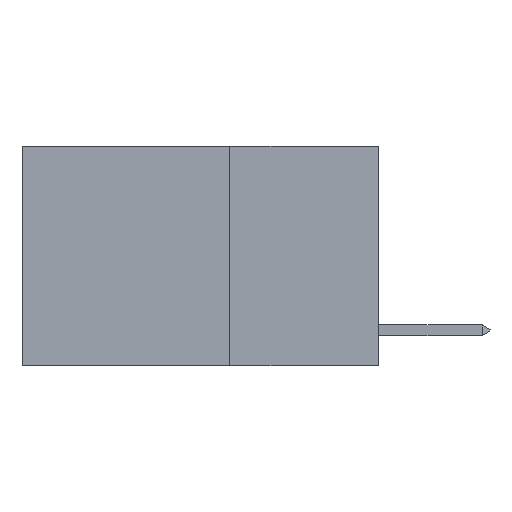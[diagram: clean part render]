
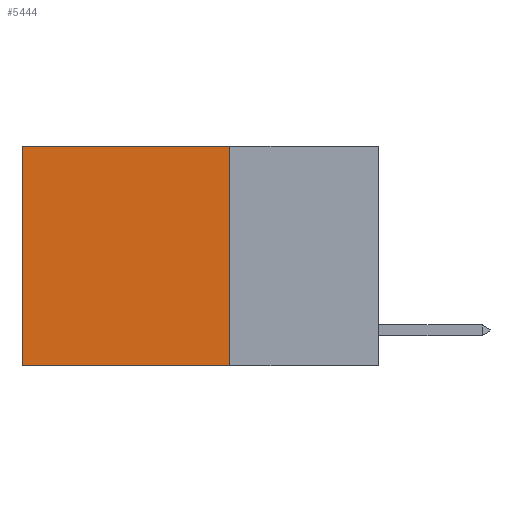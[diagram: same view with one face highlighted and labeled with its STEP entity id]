
A CAD part, left-side view. The second image highlights one B-rep face of the part: STEP entity #5444.
In plain terms, the highlighted planar face has unit normal (-1, 0, 0).
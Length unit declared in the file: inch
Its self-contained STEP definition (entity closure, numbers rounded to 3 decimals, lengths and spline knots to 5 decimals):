
#119 = LINE ( 'NONE', #5080, #12248 ) ;
#314 = DIRECTION ( 'NONE',  ( 0., 1., 0. ) ) ;
#577 = VECTOR ( 'NONE', #9100, 39.37008 ) ;
#1341 = CARTESIAN_POINT ( 'NONE',  ( 0.2625, 0.25, -0.37 ) ) ;
#1619 = EDGE_LOOP ( 'NONE', ( #9356, #4267, #7456, #6291 ) ) ;
#2855 = EDGE_CURVE ( 'NONE', #13390, #9365, #3642, .T. ) ;
#3642 = LINE ( 'NONE', #11162, #577 ) ;
#4267 = ORIENTED_EDGE ( 'NONE', *, *, #6293, .F. ) ;
#5080 = CARTESIAN_POINT ( 'NONE',  ( 0.2625, 0.6, 0. ) ) ;
#5296 = CARTESIAN_POINT ( 'NONE',  ( 0.2625, 0.25, 0. ) ) ;
#5444 = ADVANCED_FACE ( 'NONE', ( #6944 ), #8772, .F. ) ;
#6291 = ORIENTED_EDGE ( 'NONE', *, *, #2855, .T. ) ;
#6293 = EDGE_CURVE ( 'NONE', #9763, #12537, #6537, .T. ) ;
#6537 = LINE ( 'NONE', #8620, #14952 ) ;
#6944 = FACE_OUTER_BOUND ( 'NONE', #1619, .T. ) ;
#7456 = ORIENTED_EDGE ( 'NONE', *, *, #8671, .F. ) ;
#7515 = CARTESIAN_POINT ( 'NONE',  ( 0.2625, 0.6, -0.37 ) ) ;
#8100 = LINE ( 'NONE', #5296, #10843 ) ;
#8198 = DIRECTION ( 'NONE',  ( 0., 0., -1. ) ) ;
#8284 = DIRECTION ( 'NONE',  ( 1., 0., 0. ) ) ;
#8474 = CARTESIAN_POINT ( 'NONE',  ( 0.2625, 0.25, 0. ) ) ;
#8585 = EDGE_CURVE ( 'NONE', #9365, #12537, #119, .T. ) ;
#8620 = CARTESIAN_POINT ( 'NONE',  ( 0.2625, 0.25, -0.37 ) ) ;
#8671 = EDGE_CURVE ( 'NONE', #13390, #9763, #8100, .T. ) ;
#8707 = DIRECTION ( 'NONE',  ( 0., 0., -1. ) ) ;
#8772 = PLANE ( 'NONE',  #12154 ) ;
#9100 = DIRECTION ( 'NONE',  ( 0., 1., 0. ) ) ;
#9356 = ORIENTED_EDGE ( 'NONE', *, *, #8585, .T. ) ;
#9365 = VERTEX_POINT ( 'NONE', #13257 ) ;
#9763 = VERTEX_POINT ( 'NONE', #1341 ) ;
#10843 = VECTOR ( 'NONE', #13434, 39.37008 ) ;
#11162 = CARTESIAN_POINT ( 'NONE',  ( 0.2625, 0.25, 0. ) ) ;
#12154 = AXIS2_PLACEMENT_3D ( 'NONE', #8474, #8284, #8198 ) ;
#12248 = VECTOR ( 'NONE', #8707, 39.37008 ) ;
#12502 = CARTESIAN_POINT ( 'NONE',  ( 0.2625, 0.25, 0. ) ) ;
#12537 = VERTEX_POINT ( 'NONE', #7515 ) ;
#13257 = CARTESIAN_POINT ( 'NONE',  ( 0.2625, 0.6, 0. ) ) ;
#13390 = VERTEX_POINT ( 'NONE', #12502 ) ;
#13434 = DIRECTION ( 'NONE',  ( 0., 0., -1. ) ) ;
#14952 = VECTOR ( 'NONE', #314, 39.37008 ) ;
